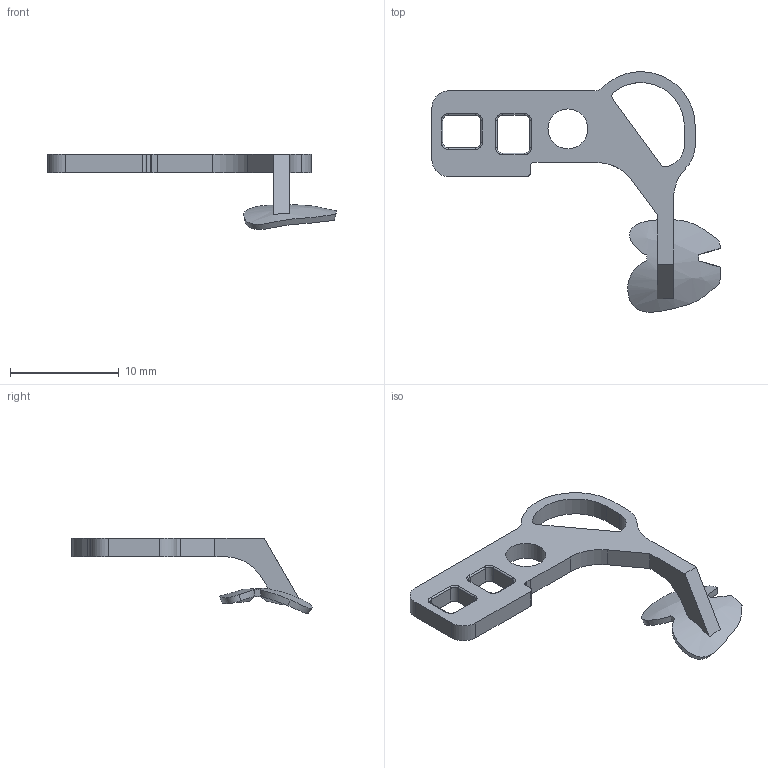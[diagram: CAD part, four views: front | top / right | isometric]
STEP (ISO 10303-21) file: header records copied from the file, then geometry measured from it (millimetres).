
FILE_DESCRIPTION(/* description */ (''),/* implementation_level */ '2;1');
FILE_NAME(/* name */ 'DHC Tracer_FR.step',/* time_stamp */ '2025-07-21T15:56:50+02:00',/* author */ (''),/* organization */ (''),/* preprocessor_version */ 'ST-DEVELOPER v20.1',/* originating_system */ 'Autodesk Translation Framework v14.10.0.0',/* authorisation */ '');
FILE_SCHEMA (('AUTOMOTIVE_DESIGN { 1 0 10303 214 3 1 1 }'));
Length unit declared in the file: millimetre
Products named in the file (1): DHC Tracer_FR
Bounding box: 26.49 x 22.08 x 6.91 mm (x, y, z)
Volume: 282.5 mm3; surface area: 661.7 mm2
Topology: 1 solids, 1 shells, 83 faces, 223 edges, 143 vertices
Faces by surface type: bspline 30, plane 29, cylinder 24
Full cylindrical faces by diameter (mm): 3.66 x1
Entity records: 4944 total; most frequent: CARTESIAN_POINT 2991, ORIENTED_EDGE 446, DIRECTION 310, EDGE_CURVE 223, VERTEX_POINT 143, LINE 118, VECTOR 118, AXIS2_PLACEMENT_3D 96
